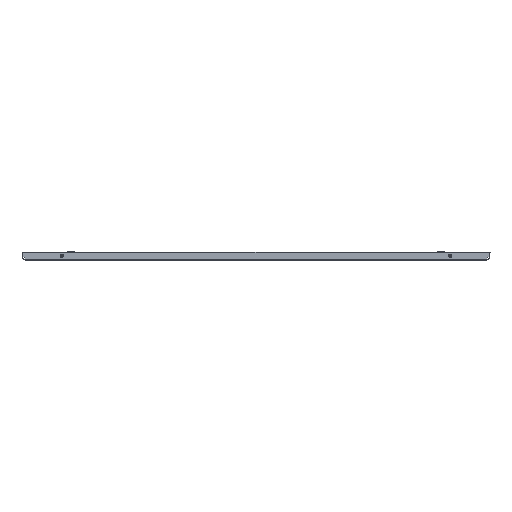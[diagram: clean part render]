
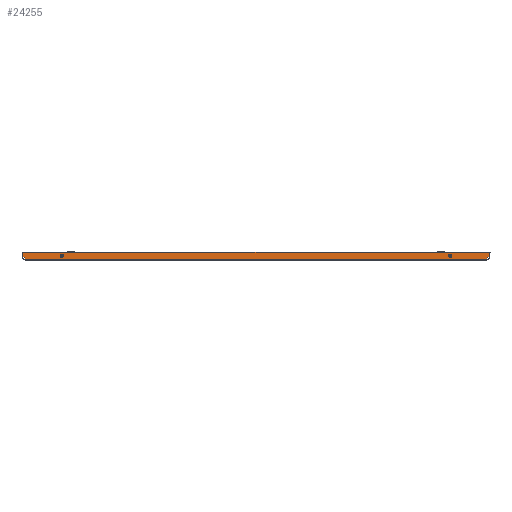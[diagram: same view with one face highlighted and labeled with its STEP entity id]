
A CAD part, front view. The second image highlights one B-rep face of the part: STEP entity #24255.
In plain terms, the highlighted planar face has unit normal (0, -1, 0).
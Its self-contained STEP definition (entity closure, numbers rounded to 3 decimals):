
#1714 = VERTEX_POINT ( 'NONE', #28547 ) ;
#1760 = VERTEX_POINT ( 'NONE', #28470 ) ;
#1762 = VERTEX_POINT ( 'NONE', #28457 ) ;
#1763 = VERTEX_POINT ( 'NONE', #28449 ) ;
#4556 = FACE_BOUND ( 'NONE', #26557, .T. ) ;
#4558 = FACE_BOUND ( 'NONE', #26555, .T. ) ;
#4565 = FACE_OUTER_BOUND ( 'NONE', #26550, .T. ) ;
#5680 = AXIS2_PLACEMENT_3D ( 'NONE', #10760, #10758, #10757 ) ;
#6775 = DIRECTION ( 'NONE',  ( 0., 0., 1. ) ) ;
#6785 = DIRECTION ( 'NONE',  ( -1., 0., 0. ) ) ;
#6814 = CARTESIAN_POINT ( 'NONE',  ( -595.5, -777.5, 20. ) ) ;
#10757 = DIRECTION ( 'NONE',  ( 0., 0., 1. ) ) ;
#10758 = DIRECTION ( 'NONE',  ( 0., 1., 0. ) ) ;
#10759 = PLANE ( 'NONE',  #5680 ) ;
#10760 = CARTESIAN_POINT ( 'NONE',  ( -595.5, -777.5, 20. ) ) ;
#15403 = CARTESIAN_POINT ( 'NONE',  ( 588.016, -777.5, 1.51 ) ) ;
#15410 = CARTESIAN_POINT ( 'NONE',  ( 595.4, -777.5, 20. ) ) ;
#15439 = CARTESIAN_POINT ( 'NONE',  ( 595.4, -777.5, 8.9 ) ) ;
#15455 = CARTESIAN_POINT ( 'NONE',  ( -595.4, -777.5, 8.9 ) ) ;
#15550 = CARTESIAN_POINT ( 'NONE',  ( 495.5, -777.5, 15. ) ) ;
#15632 = CARTESIAN_POINT ( 'NONE',  ( -495.5, -777.5, 7. ) ) ;
#16064 = EDGE_CURVE ( 'NONE', #27067, #1762, #18895, .T. ) ;
#16071 = EDGE_CURVE ( 'NONE', #27036, #1714, #18886, .T. ) ;
#16084 = EDGE_CURVE ( 'NONE', #27046, #1763, #18873, .T. ) ;
#16096 = EDGE_CURVE ( 'NONE', #27081, #27073, #18861, .T. ) ;
#16099 = EDGE_CURVE ( 'NONE', #27081, #27067, #18858, .T. ) ;
#16104 = EDGE_CURVE ( 'NONE', #27073, #1760, #18853, .T. ) ;
#16135 = EDGE_CURVE ( 'NONE', #27014, #1760, #18816, .T. ) ;
#16142 = EDGE_CURVE ( 'NONE', #27014, #1762, #18818, .T. ) ;
#16316 = EDGE_CURVE ( 'NONE', #1763, #27046, #18739, .T. ) ;
#16321 = EDGE_CURVE ( 'NONE', #1714, #27036, #18737, .T. ) ;
#18737 = CIRCLE ( 'NONE', #20508, 4. ) ;
#18739 = CIRCLE ( 'NONE', #20505, 4. ) ;
#18814 = VECTOR ( 'NONE', #23059, 1000. ) ;
#18816 = LINE ( 'NONE', #23098, #18823 ) ;
#18818 = LINE ( 'NONE', #23060, #18814 ) ;
#18823 = VECTOR ( 'NONE', #23089, 1000. ) ;
#18852 = VECTOR ( 'NONE', #23199, 1000. ) ;
#18853 = LINE ( 'NONE', #23201, #18852 ) ;
#18858 = LINE ( 'NONE', #23214, #18859 ) ;
#18859 = VECTOR ( 'NONE', #23213, 1000. ) ;
#18860 = VECTOR ( 'NONE', #23221, 1000. ) ;
#18861 = LINE ( 'NONE', #23232, #18860 ) ;
#18873 = CIRCLE ( 'NONE', #20686, 4. ) ;
#18886 = CIRCLE ( 'NONE', #20715, 4. ) ;
#18895 = LINE ( 'NONE', #6814, #18900 ) ;
#18900 = VECTOR ( 'NONE', #6785, 1000. ) ;
#20505 = AXIS2_PLACEMENT_3D ( 'NONE', #23209, #23207, #6775 ) ;
#20508 = AXIS2_PLACEMENT_3D ( 'NONE', #32390, #32224, #32221 ) ;
#20686 = AXIS2_PLACEMENT_3D ( 'NONE', #23263, #23255, #23254 ) ;
#20715 = AXIS2_PLACEMENT_3D ( 'NONE', #23188, #23182, #23179 ) ;
#23059 = DIRECTION ( 'NONE',  ( 0., 0., 1. ) ) ;
#23060 = CARTESIAN_POINT ( 'NONE',  ( -595.4, -777.5, 1.51 ) ) ;
#23089 = DIRECTION ( 'NONE',  ( 0.707, 0., -0.707 ) ) ;
#23098 = CARTESIAN_POINT ( 'NONE',  ( -601., -777.5, 14.504 ) ) ;
#23179 = DIRECTION ( 'NONE',  ( 0., 0., 1. ) ) ;
#23182 = DIRECTION ( 'NONE',  ( 0., 1., 0. ) ) ;
#23188 = CARTESIAN_POINT ( 'NONE',  ( 495.5, -777.5, 11. ) ) ;
#23199 = DIRECTION ( 'NONE',  ( -1., 0., 0. ) ) ;
#23201 = CARTESIAN_POINT ( 'NONE',  ( -595.5, -777.5, 1.51 ) ) ;
#23207 = DIRECTION ( 'NONE',  ( 0., -1., 0. ) ) ;
#23209 = CARTESIAN_POINT ( 'NONE',  ( -495.5, -777.5, 11. ) ) ;
#23213 = DIRECTION ( 'NONE',  ( 0., 0., 1. ) ) ;
#23214 = CARTESIAN_POINT ( 'NONE',  ( 595.4, -777.5, 1.51 ) ) ;
#23221 = DIRECTION ( 'NONE',  ( -0.707, 0., -0.707 ) ) ;
#23232 = CARTESIAN_POINT ( 'NONE',  ( 5.953, -777.5, -580.996 ) ) ;
#23254 = DIRECTION ( 'NONE',  ( 0., 0., 1. ) ) ;
#23255 = DIRECTION ( 'NONE',  ( 0., -1., 0. ) ) ;
#23263 = CARTESIAN_POINT ( 'NONE',  ( -495.5, -777.5, 11. ) ) ;
#24255 = ADVANCED_FACE ( 'NONE', ( #4565, #4558, #4556 ), #10759, .F. ) ;
#26550 = EDGE_LOOP ( 'NONE', ( #31066, #30490, #30484, #30496, #30493, #30437 ) ) ;
#26555 = EDGE_LOOP ( 'NONE', ( #30434, #30429 ) ) ;
#26557 = EDGE_LOOP ( 'NONE', ( #30427, #30422 ) ) ;
#27014 = VERTEX_POINT ( 'NONE', #15455 ) ;
#27036 = VERTEX_POINT ( 'NONE', #15550 ) ;
#27046 = VERTEX_POINT ( 'NONE', #15632 ) ;
#27067 = VERTEX_POINT ( 'NONE', #15410 ) ;
#27073 = VERTEX_POINT ( 'NONE', #15403 ) ;
#27081 = VERTEX_POINT ( 'NONE', #15439 ) ;
#28449 = CARTESIAN_POINT ( 'NONE',  ( -495.5, -777.5, 15. ) ) ;
#28457 = CARTESIAN_POINT ( 'NONE',  ( -595.4, -777.5, 20. ) ) ;
#28470 = CARTESIAN_POINT ( 'NONE',  ( -588.016, -777.5, 1.51 ) ) ;
#28547 = CARTESIAN_POINT ( 'NONE',  ( 495.5, -777.5, 7. ) ) ;
#30422 = ORIENTED_EDGE ( 'NONE', *, *, #16084, .F. ) ;
#30427 = ORIENTED_EDGE ( 'NONE', *, *, #16316, .F. ) ;
#30429 = ORIENTED_EDGE ( 'NONE', *, *, #16321, .T. ) ;
#30434 = ORIENTED_EDGE ( 'NONE', *, *, #16071, .T. ) ;
#30437 = ORIENTED_EDGE ( 'NONE', *, *, #16064, .T. ) ;
#30484 = ORIENTED_EDGE ( 'NONE', *, *, #16104, .F. ) ;
#30490 = ORIENTED_EDGE ( 'NONE', *, *, #16135, .T. ) ;
#30493 = ORIENTED_EDGE ( 'NONE', *, *, #16099, .T. ) ;
#30496 = ORIENTED_EDGE ( 'NONE', *, *, #16096, .F. ) ;
#31066 = ORIENTED_EDGE ( 'NONE', *, *, #16142, .F. ) ;
#32221 = DIRECTION ( 'NONE',  ( 0., 0., 1. ) ) ;
#32224 = DIRECTION ( 'NONE',  ( 0., 1., 0. ) ) ;
#32390 = CARTESIAN_POINT ( 'NONE',  ( 495.5, -777.5, 11. ) ) ;
